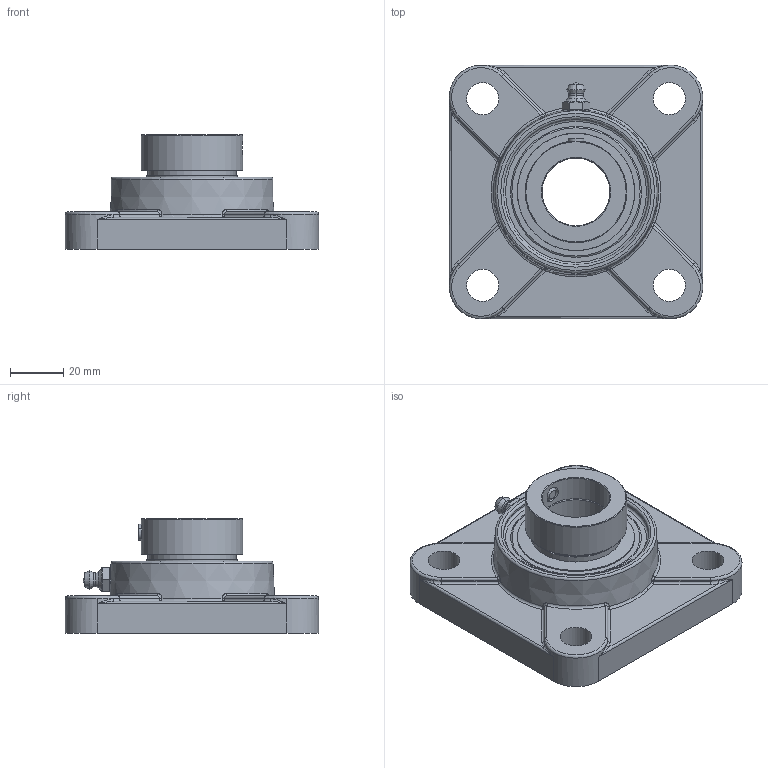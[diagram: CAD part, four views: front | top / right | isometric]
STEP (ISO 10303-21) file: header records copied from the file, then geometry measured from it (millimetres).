
FILE_DESCRIPTION(('HOOPS Exchange Step'),'2;1');
FILE_NAME('export-20595B83-6284-4EE8-B2D8-4A3A5CA1D0FF.stp','2019-12-12T15:15:27-08:00',('ibuslach'),('Alibre'),'HOOPS Exchange 2019.2','Alibre','Unknown authorisation');
FILE_SCHEMA( ('AP242_MANAGED_MODEL_BASED_3D_ENGINEERING_MIM_LF {1 0 10303 442 1 1 4 }') );
Length unit declared in the file: centimetre
Products named in the file (8): MRN SF 205; UCP ZERK 6mm; SNC 205 COLLAR; SNC 205-16 RACES; SNC 205 SHIELD; M6 SETSCREW; MRN SNC 205-16; MRN SNCF 205-16
Assembly tree (8 placements, depth 3):
  MRN SNCF 205-16
    MRN SF 205
    UCP ZERK 6mm
    MRN SNC 205-16
      SNC 205 COLLAR
      SNC 205-16 RACES
      SNC 205 SHIELD  x2
      M6 SETSCREW
Bounding box: 95 x 95 x 42.91 mm (x, y, z)
Volume: 118341.3 mm3; surface area: 49878.4 mm2
Topology: 18 solids, 18 shells, 244 faces, 628 edges, 381 vertices
Faces by surface type: cylinder 67, plane 61, torus 37, bspline 28, sphere 28, cone 23
Full cylindrical faces by diameter (mm): 2.008 x2, 5.994 x2, 6 x3, 12 x4, 25.4 x2, 30.683 x2, 33.02 x4, 34.036 x2, 38.1 x1, 43.993 x2, 44.063 x2, 54.61 x1, 57.15 x1
Entity records: 12523 total; most frequent: CARTESIAN_POINT 6771, DIRECTION 1216, ORIENTED_EDGE 1128, EDGE_CURVE 564, AXIS2_PLACEMENT_3D 526, VERTEX_POINT 367, CIRCLE 293, EDGE_LOOP 269
